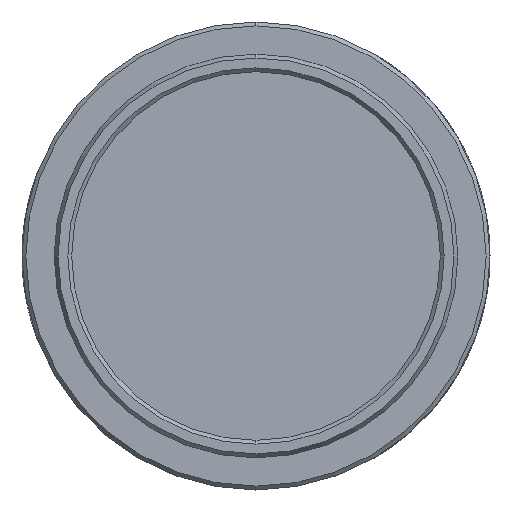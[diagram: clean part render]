
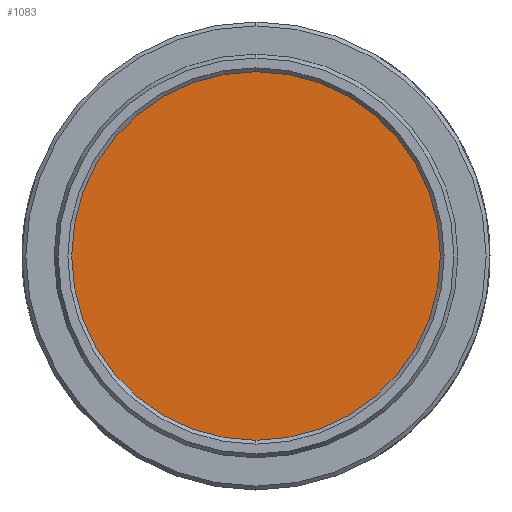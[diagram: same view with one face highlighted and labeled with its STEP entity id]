
A CAD part, left-side view. The second image highlights one B-rep face of the part: STEP entity #1083.
In plain terms, the highlighted planar face has unit normal (-1, 0, 0).
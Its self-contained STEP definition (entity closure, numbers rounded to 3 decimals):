
#360 = EDGE_CURVE ( 'NONE', #5742, #3698, #2110, .T. ) ;
#1083 = ADVANCED_FACE ( 'NONE', ( #9792 ), #7836, .F. ) ;
#1134 = CARTESIAN_POINT ( 'NONE',  ( -1.905, 0., 12.7 ) ) ;
#1435 = AXIS2_PLACEMENT_3D ( 'NONE', #1886, #7506, #2687 ) ;
#1886 = CARTESIAN_POINT ( 'NONE',  ( -1.905, 0., 0. ) ) ;
#2110 = CIRCLE ( 'NONE', #5786, 12.7 ) ;
#2524 = DIRECTION ( 'NONE',  ( 1., 0., 0. ) ) ;
#2687 = DIRECTION ( 'NONE',  ( 0., 0., -1. ) ) ;
#2744 = ORIENTED_EDGE ( 'NONE', *, *, #360, .F. ) ;
#2798 = CARTESIAN_POINT ( 'NONE',  ( -1.905, 0., 0. ) ) ;
#3235 = AXIS2_PLACEMENT_3D ( 'NONE', #2798, #3811, #9470 ) ;
#3698 = VERTEX_POINT ( 'NONE', #1134 ) ;
#3811 = DIRECTION ( 'NONE',  ( 1., 0., 0. ) ) ;
#5742 = VERTEX_POINT ( 'NONE', #7133 ) ;
#5786 = AXIS2_PLACEMENT_3D ( 'NONE', #7350, #2524, #8165 ) ;
#6615 = EDGE_CURVE ( 'NONE', #3698, #5742, #8815, .T. ) ;
#6776 = EDGE_LOOP ( 'NONE', ( #2744, #9736 ) ) ;
#7133 = CARTESIAN_POINT ( 'NONE',  ( -1.905, 0., -12.7 ) ) ;
#7350 = CARTESIAN_POINT ( 'NONE',  ( -1.905, 0., 0. ) ) ;
#7506 = DIRECTION ( 'NONE',  ( 1., 0., 0. ) ) ;
#7836 = PLANE ( 'NONE',  #3235 ) ;
#8165 = DIRECTION ( 'NONE',  ( 0., 0., -1. ) ) ;
#8815 = CIRCLE ( 'NONE', #1435, 12.7 ) ;
#9470 = DIRECTION ( 'NONE',  ( 0., 0., -1. ) ) ;
#9736 = ORIENTED_EDGE ( 'NONE', *, *, #6615, .F. ) ;
#9792 = FACE_OUTER_BOUND ( 'NONE', #6776, .T. ) ;
